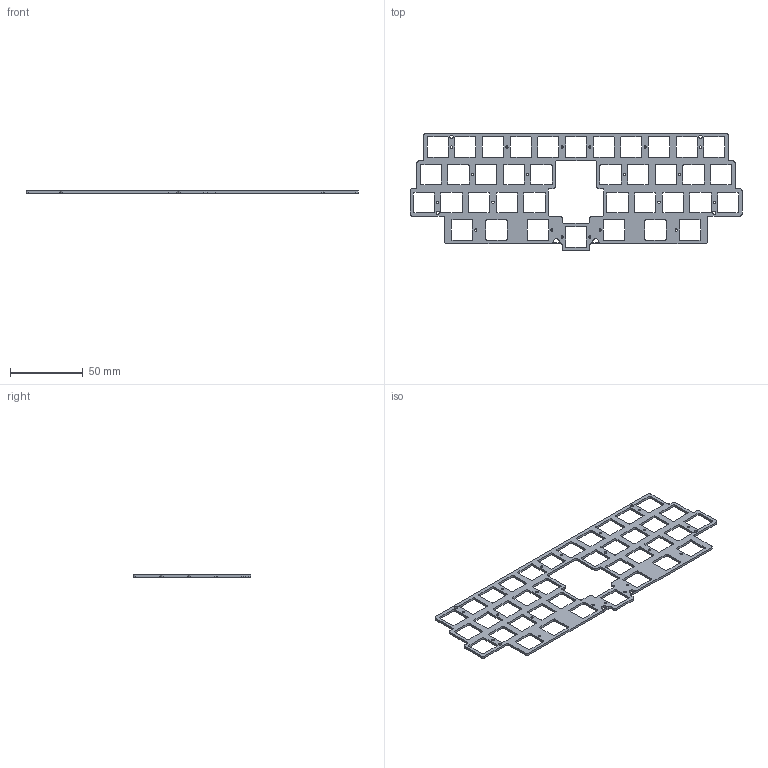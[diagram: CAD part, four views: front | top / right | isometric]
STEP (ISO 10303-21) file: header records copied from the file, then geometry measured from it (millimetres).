
FILE_DESCRIPTION(('KiCad electronic assembly'),'2;1');
FILE_NAME('pantagruel plate 175.step','2024-08-05T19:38:28',('Pcbnew'),( 'Kicad'),'Open CASCADE STEP processor 7.8','KiCad to STEP converter' ,'Unknown');
FILE_SCHEMA(('AUTOMOTIVE_DESIGN { 1 0 10303 214 1 1 1 1 }'));
Length unit declared in the file: millimetre
Products named in the file (2): pantagruel plate 175 1; _autosave-plate 175u threaded_PCB
Assembly tree (1 placements, depth 2):
  pantagruel plate 175 1
    _autosave-plate 175u threaded_PCB
Bounding box: 228.6 x 80.96 x 1.6 mm (x, y, z)
Volume: 11000.5 mm3; surface area: 18655.9 mm2
Topology: 1 solids, 1 shells, 403 faces, 1203 edges, 802 vertices
Faces by surface type: cylinder 210, plane 193
Full cylindrical faces by diameter (mm): 0.394 x8, 1.6 x20, 2.2 x4
Entity records: 14006 total; most frequent: DIRECTION 2433, CARTESIAN_POINT 2410, ORIENTED_EDGE 2406, EDGE_CURVE 1203, AXIS2_PLACEMENT_3D 825, VERTEX_POINT 802, LINE 783, VECTOR 783
